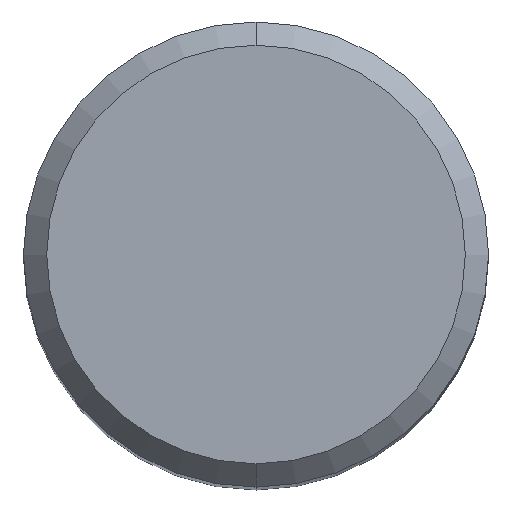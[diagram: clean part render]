
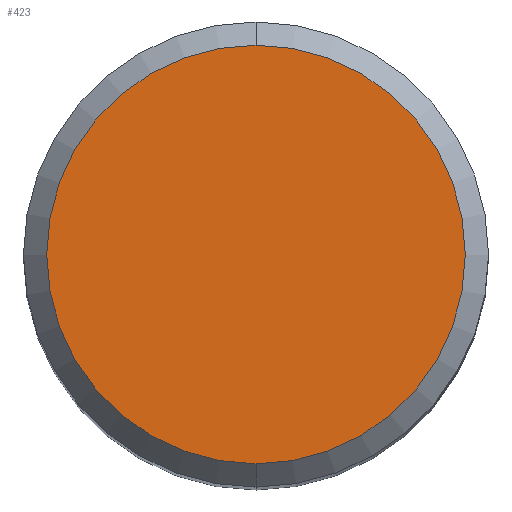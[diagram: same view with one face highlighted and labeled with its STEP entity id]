
A CAD part, top view. The second image highlights one B-rep face of the part: STEP entity #423.
In plain terms, the highlighted planar face has unit normal (0, 0, 1).
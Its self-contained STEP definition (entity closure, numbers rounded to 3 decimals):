
#171=VERTEX_POINT('',#462);
#181=EDGE_CURVE('',#171,#311,#473,.T.);
#239=EDGE_CURVE('',#311,#171,#535,.T.);
#311=VERTEX_POINT('',#613);
#423=ADVANCED_FACE('',(#739),#740,.T.);
#462=CARTESIAN_POINT('',(0.,-5.4,0.0));
#473=CIRCLE('',#787,5.4);
#535=CIRCLE('',#947,5.4);
#613=CARTESIAN_POINT('',(0.0,5.4,0.0));
#739=FACE_OUTER_BOUND('',#1354,.T.);
#740=PLANE('',#1355);
#787=AXIS2_PLACEMENT_3D('',#1450,#1451,#1452);
#947=AXIS2_PLACEMENT_3D('',#1506,#1507,#1508);
#1354=EDGE_LOOP('',(#1755,#1756));
#1355=AXIS2_PLACEMENT_3D('',#1757,#1758,#1759);
#1450=CARTESIAN_POINT('',(0.0,0.0,0.0));
#1451=DIRECTION('',(0.0,0.0,-1.0));
#1452=DIRECTION('',(0.0,1.0,0.0));
#1506=CARTESIAN_POINT('',(0.0,0.0,0.0));
#1507=DIRECTION('',(0.0,0.0,-1.0));
#1508=DIRECTION('',(0.0,1.0,0.0));
#1755=ORIENTED_EDGE('',*,*,#239,.F.);
#1756=ORIENTED_EDGE('',*,*,#181,.F.);
#1757=CARTESIAN_POINT('',(0.0,2.7,0.0));
#1758=DIRECTION('',(-0.0,0.0,1.0));
#1759=DIRECTION('',(0.0,-1.0,0.0));
